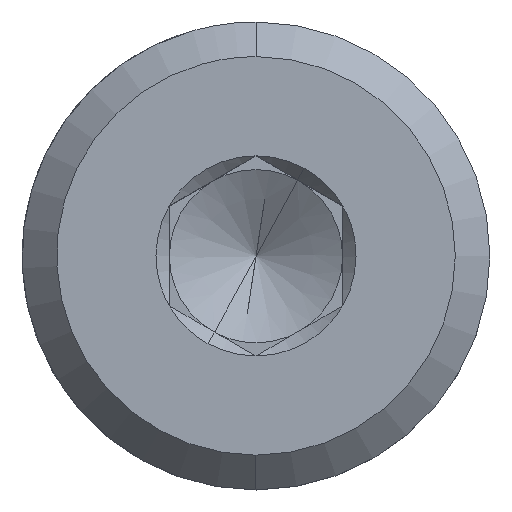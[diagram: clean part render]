
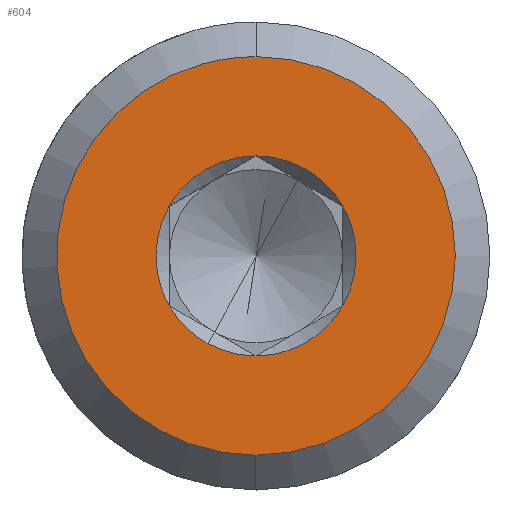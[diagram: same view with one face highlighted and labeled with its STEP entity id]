
A CAD part, top view. The second image highlights one B-rep face of the part: STEP entity #604.
In plain terms, the highlighted planar face has unit normal (0, 0, 1).
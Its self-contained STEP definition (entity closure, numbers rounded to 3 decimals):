
#398=AXIS2_PLACEMENT_3D('Circle Axis2P3D',#396,#397,$) ;
#479=AXIS2_PLACEMENT_3D('Plane Axis2P3D',#476,#477,#478) ;
#483=AXIS2_PLACEMENT_3D('Circle Axis2P3D',#481,#482,$) ;
#492=AXIS2_PLACEMENT_3D('Circle Axis2P3D',#490,#491,$) ;
#499=AXIS2_PLACEMENT_3D('Circle Axis2P3D',#497,#498,$) ;
#215=CARTESIAN_POINT('Vertex',(8.5,16.387,21.5)) ;
#229=CARTESIAN_POINT('Vertex',(13.5,19.274,21.5)) ;
#296=CARTESIAN_POINT('Vertex',(18.5,16.387,21.5)) ;
#369=CARTESIAN_POINT('Vertex',(18.5,10.613,21.5)) ;
#396=CARTESIAN_POINT('Axis2P3D Location',(13.5,13.5,21.5)) ;
#400=CARTESIAN_POINT('Vertex',(16.268,18.567,21.5)) ;
#454=CARTESIAN_POINT('Vertex',(13.5,7.726,21.5)) ;
#476=CARTESIAN_POINT('Axis2P3D Location',(13.5,13.5,21.5)) ;
#481=CARTESIAN_POINT('Axis2P3D Location',(13.5,13.5,21.5)) ;
#485=CARTESIAN_POINT('Vertex',(10.396,24.573,21.5)) ;
#487=CARTESIAN_POINT('Vertex',(13.5,25.,21.5)) ;
#490=CARTESIAN_POINT('Axis2P3D Location',(13.5,13.5,21.5)) ;
#494=CARTESIAN_POINT('Vertex',(13.5,2.,21.5)) ;
#497=CARTESIAN_POINT('Axis2P3D Location',(13.5,13.5,21.5)) ;
#508=CARTESIAN_POINT('Control Point',(16.268,18.567,21.5)) ;
#509=CARTESIAN_POINT('Control Point',(15.761,18.844,21.5)) ;
#510=CARTESIAN_POINT('Control Point',(15.22,19.057,21.5)) ;
#511=CARTESIAN_POINT('Control Point',(14.655,19.201,21.5)) ;
#512=CARTESIAN_POINT('Control Point',(14.077,19.274,21.5)) ;
#513=CARTESIAN_POINT('Control Point',(13.5,19.274,21.5)) ;
#516=CARTESIAN_POINT('Control Point',(18.5,10.613,21.5)) ;
#517=CARTESIAN_POINT('Control Point',(18.794,11.123,21.5)) ;
#518=CARTESIAN_POINT('Control Point',(19.024,11.67,21.5)) ;
#519=CARTESIAN_POINT('Control Point',(19.182,12.244,21.5)) ;
#520=CARTESIAN_POINT('Control Point',(19.348,13.419,21.5)) ;
#521=CARTESIAN_POINT('Control Point',(19.214,14.598,21.5)) ;
#522=CARTESIAN_POINT('Control Point',(19.072,15.176,21.5)) ;
#523=CARTESIAN_POINT('Control Point',(18.847,15.759,21.5)) ;
#524=CARTESIAN_POINT('Control Point',(18.548,16.303,21.5)) ;
#525=CARTESIAN_POINT('Control Point',(18.532,16.331,21.5)) ;
#526=CARTESIAN_POINT('Control Point',(18.516,16.359,21.5)) ;
#527=CARTESIAN_POINT('Control Point',(18.5,16.387,21.5)) ;
#530=CARTESIAN_POINT('Control Point',(13.5,7.726,21.5)) ;
#531=CARTESIAN_POINT('Control Point',(14.089,7.726,21.5)) ;
#532=CARTESIAN_POINT('Control Point',(14.677,7.801,21.5)) ;
#533=CARTESIAN_POINT('Control Point',(15.253,7.952,21.5)) ;
#534=CARTESIAN_POINT('Control Point',(16.354,8.395,21.5)) ;
#535=CARTESIAN_POINT('Control Point',(17.308,9.1,21.5)) ;
#536=CARTESIAN_POINT('Control Point',(17.737,9.512,21.5)) ;
#537=CARTESIAN_POINT('Control Point',(18.13,9.999,21.5)) ;
#538=CARTESIAN_POINT('Control Point',(18.451,10.53,21.5)) ;
#539=CARTESIAN_POINT('Control Point',(18.468,10.558,21.5)) ;
#540=CARTESIAN_POINT('Control Point',(18.484,10.585,21.5)) ;
#541=CARTESIAN_POINT('Control Point',(18.5,10.613,21.5)) ;
#544=CARTESIAN_POINT('Control Point',(10.732,8.433,21.5)) ;
#545=CARTESIAN_POINT('Control Point',(11.239,8.156,21.5)) ;
#546=CARTESIAN_POINT('Control Point',(11.78,7.943,21.5)) ;
#547=CARTESIAN_POINT('Control Point',(12.345,7.799,21.5)) ;
#548=CARTESIAN_POINT('Control Point',(12.923,7.726,21.5)) ;
#549=CARTESIAN_POINT('Control Point',(13.5,7.726,21.5)) ;
#550=CARTESIAN_POINT('Vertex',(10.732,8.433,21.5)) ;
#554=CARTESIAN_POINT('Control Point',(8.5,10.613,21.5)) ;
#555=CARTESIAN_POINT('Control Point',(8.794,10.104,21.5)) ;
#556=CARTESIAN_POINT('Control Point',(9.154,9.631,21.5)) ;
#557=CARTESIAN_POINT('Control Point',(9.571,9.208,21.5)) ;
#558=CARTESIAN_POINT('Control Point',(10.073,8.815,21.5)) ;
#559=CARTESIAN_POINT('Control Point',(10.619,8.497,21.5)) ;
#560=CARTESIAN_POINT('Control Point',(10.656,8.475,21.5)) ;
#561=CARTESIAN_POINT('Control Point',(10.694,8.454,21.5)) ;
#562=CARTESIAN_POINT('Control Point',(10.732,8.433,21.5)) ;
#563=CARTESIAN_POINT('Vertex',(8.5,10.613,21.5)) ;
#567=CARTESIAN_POINT('Control Point',(8.5,16.387,21.5)) ;
#568=CARTESIAN_POINT('Control Point',(8.206,15.877,21.5)) ;
#569=CARTESIAN_POINT('Control Point',(7.976,15.33,21.5)) ;
#570=CARTESIAN_POINT('Control Point',(7.818,14.756,21.5)) ;
#571=CARTESIAN_POINT('Control Point',(7.652,13.581,21.5)) ;
#572=CARTESIAN_POINT('Control Point',(7.786,12.402,21.5)) ;
#573=CARTESIAN_POINT('Control Point',(7.928,11.824,21.5)) ;
#574=CARTESIAN_POINT('Control Point',(8.153,11.241,21.5)) ;
#575=CARTESIAN_POINT('Control Point',(8.452,10.697,21.5)) ;
#576=CARTESIAN_POINT('Control Point',(8.468,10.669,21.5)) ;
#577=CARTESIAN_POINT('Control Point',(8.484,10.641,21.5)) ;
#578=CARTESIAN_POINT('Control Point',(8.5,10.613,21.5)) ;
#581=CARTESIAN_POINT('Control Point',(13.5,19.274,21.5)) ;
#582=CARTESIAN_POINT('Control Point',(12.911,19.274,21.5)) ;
#583=CARTESIAN_POINT('Control Point',(12.323,19.199,21.5)) ;
#584=CARTESIAN_POINT('Control Point',(11.747,19.048,21.5)) ;
#585=CARTESIAN_POINT('Control Point',(10.646,18.605,21.5)) ;
#586=CARTESIAN_POINT('Control Point',(9.692,17.9,21.5)) ;
#587=CARTESIAN_POINT('Control Point',(9.263,17.488,21.5)) ;
#588=CARTESIAN_POINT('Control Point',(8.87,17.001,21.5)) ;
#589=CARTESIAN_POINT('Control Point',(8.549,16.47,21.5)) ;
#590=CARTESIAN_POINT('Control Point',(8.532,16.442,21.5)) ;
#591=CARTESIAN_POINT('Control Point',(8.516,16.415,21.5)) ;
#592=CARTESIAN_POINT('Control Point',(8.5,16.387,21.5)) ;
#397=DIRECTION('Axis2P3D Direction',(0.,0.,1.)) ;
#477=DIRECTION('Axis2P3D Direction',(0.,0.,-1.)) ;
#478=DIRECTION('Axis2P3D XDirection',(0.,1.,0.)) ;
#482=DIRECTION('Axis2P3D Direction',(0.,0.,-1.)) ;
#491=DIRECTION('Axis2P3D Direction',(0.,0.,-1.)) ;
#498=DIRECTION('Axis2P3D Direction',(0.,0.,-1.)) ;
#503=ORIENTED_EDGE('',*,*,#489,.F.) ;
#504=ORIENTED_EDGE('',*,*,#496,.F.) ;
#505=ORIENTED_EDGE('',*,*,#501,.F.) ;
#595=ORIENTED_EDGE('',*,*,#514,.T.) ;
#596=ORIENTED_EDGE('',*,*,#402,.T.) ;
#597=ORIENTED_EDGE('',*,*,#528,.T.) ;
#598=ORIENTED_EDGE('',*,*,#542,.T.) ;
#599=ORIENTED_EDGE('',*,*,#552,.T.) ;
#600=ORIENTED_EDGE('',*,*,#565,.T.) ;
#601=ORIENTED_EDGE('',*,*,#579,.T.) ;
#602=ORIENTED_EDGE('',*,*,#593,.T.) ;
#603=FACE_BOUND('',#594,.T.) ;
#604=ADVANCED_FACE('Stopper Plug_M20.1\\Koerper.2',(#506,#603),#480,.F.) ;
#507=B_SPLINE_CURVE_WITH_KNOTS('',5,(#508,#509,#510,#511,#512,#513),.UNSPECIFIED.,.F.,.U.,(6,6),(0.,4.082),.UNSPECIFIED.) ;
#515=B_SPLINE_CURVE_WITH_KNOTS('',5,(#516,#517,#518,#519,#520,#521,#522,#523,#524,#525,#526,#527),.UNSPECIFIED.,.F.,.U.,(6,3,3,6),(0.,4.162,8.323,8.55),.UNSPECIFIED.) ;
#529=B_SPLINE_CURVE_WITH_KNOTS('',5,(#530,#531,#532,#533,#534,#535,#536,#537,#538,#539,#540,#541),.UNSPECIFIED.,.F.,.U.,(6,3,3,6),(0.,4.162,8.323,8.55),.UNSPECIFIED.) ;
#543=B_SPLINE_CURVE_WITH_KNOTS('',5,(#544,#545,#546,#547,#548,#549),.UNSPECIFIED.,.F.,.U.,(6,6),(0.,4.082),.UNSPECIFIED.) ;
#553=B_SPLINE_CURVE_WITH_KNOTS('',5,(#554,#555,#556,#557,#558,#559,#560,#561,#562),.UNSPECIFIED.,.F.,.U.,(6,3,6),(0.,4.162,4.468),.UNSPECIFIED.) ;
#566=B_SPLINE_CURVE_WITH_KNOTS('',5,(#567,#568,#569,#570,#571,#572,#573,#574,#575,#576,#577,#578),.UNSPECIFIED.,.F.,.U.,(6,3,3,6),(0.,4.162,8.323,8.55),.UNSPECIFIED.) ;
#580=B_SPLINE_CURVE_WITH_KNOTS('',5,(#581,#582,#583,#584,#585,#586,#587,#588,#589,#590,#591,#592),.UNSPECIFIED.,.F.,.U.,(6,3,3,6),(0.,4.162,8.323,8.55),.UNSPECIFIED.) ;
#399=CIRCLE('generated circle',#398,5.774) ;
#484=CIRCLE('generated circle',#483,11.5) ;
#493=CIRCLE('generated circle',#492,11.5) ;
#500=CIRCLE('generated circle',#499,11.5) ;
#402=EDGE_CURVE('',#401,#297,#399,.F.) ;
#489=EDGE_CURVE('',#486,#488,#484,.T.) ;
#496=EDGE_CURVE('',#495,#486,#493,.T.) ;
#501=EDGE_CURVE('',#488,#495,#500,.T.) ;
#514=EDGE_CURVE('',#230,#401,#507,.F.) ;
#528=EDGE_CURVE('',#297,#370,#515,.F.) ;
#542=EDGE_CURVE('',#370,#455,#529,.F.) ;
#552=EDGE_CURVE('',#455,#551,#543,.F.) ;
#565=EDGE_CURVE('',#551,#564,#553,.F.) ;
#579=EDGE_CURVE('',#564,#216,#566,.F.) ;
#593=EDGE_CURVE('',#216,#230,#580,.F.) ;
#502=EDGE_LOOP('',(#503,#504,#505)) ;
#594=EDGE_LOOP('',(#595,#596,#597,#598,#599,#600,#601,#602)) ;
#506=FACE_OUTER_BOUND('',#502,.T.) ;
#480=PLANE('',#479) ;
#216=VERTEX_POINT('',#215) ;
#230=VERTEX_POINT('',#229) ;
#297=VERTEX_POINT('',#296) ;
#370=VERTEX_POINT('',#369) ;
#401=VERTEX_POINT('',#400) ;
#455=VERTEX_POINT('',#454) ;
#486=VERTEX_POINT('',#485) ;
#488=VERTEX_POINT('',#487) ;
#495=VERTEX_POINT('',#494) ;
#551=VERTEX_POINT('',#550) ;
#564=VERTEX_POINT('',#563) ;
